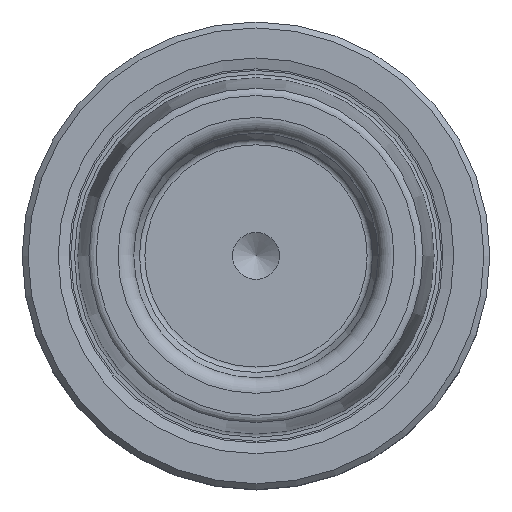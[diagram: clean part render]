
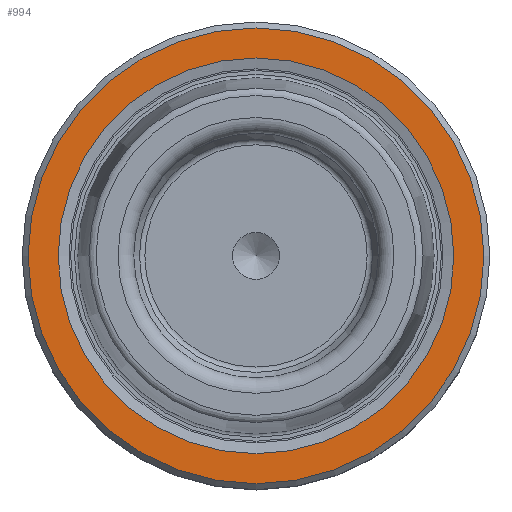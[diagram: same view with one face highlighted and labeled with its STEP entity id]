
A CAD part, top view. The second image highlights one B-rep face of the part: STEP entity #994.
In plain terms, the highlighted planar face has unit normal (0, 0, 1).
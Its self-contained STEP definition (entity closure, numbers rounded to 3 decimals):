
#46=PLANE('',#1070);
#130=ORIENTED_EDGE('',*,*,#248,.T.);
#131=ORIENTED_EDGE('',*,*,#247,.F.);
#247=EDGE_CURVE('',#314,#314,#375,.T.);
#248=EDGE_CURVE('',#315,#315,#376,.T.);
#314=VERTEX_POINT('',#1408);
#315=VERTEX_POINT('',#1411);
#375=CIRCLE('',#1069,6.333);
#376=CIRCLE('',#1071,7.295);
#443=EDGE_LOOP('',(#130));
#444=EDGE_LOOP('',(#131));
#539=FACE_BOUND('',#443,.T.);
#540=FACE_BOUND('',#444,.T.);
#994=ADVANCED_FACE('',(#539,#540),#46,.T.);
#1069=AXIS2_PLACEMENT_3D('',#1407,#1209,#1210);
#1070=AXIS2_PLACEMENT_3D('',#1409,#1211,#1212);
#1071=AXIS2_PLACEMENT_3D('',#1410,#1213,#1214);
#1209=DIRECTION('',(0.,0.,1.));
#1210=DIRECTION('',(1.,0.,0.));
#1211=DIRECTION('',(0.,0.,1.));
#1212=DIRECTION('',(1.,0.,0.));
#1213=DIRECTION('',(0.,0.,1.));
#1214=DIRECTION('',(1.,0.,0.));
#1407=CARTESIAN_POINT('',(0.,0.,0.));
#1408=CARTESIAN_POINT('',(6.333,0.,0.));
#1409=CARTESIAN_POINT('',(7.295,0.,0.));
#1410=CARTESIAN_POINT('',(0.,0.,0.));
#1411=CARTESIAN_POINT('',(7.295,0.,0.));
